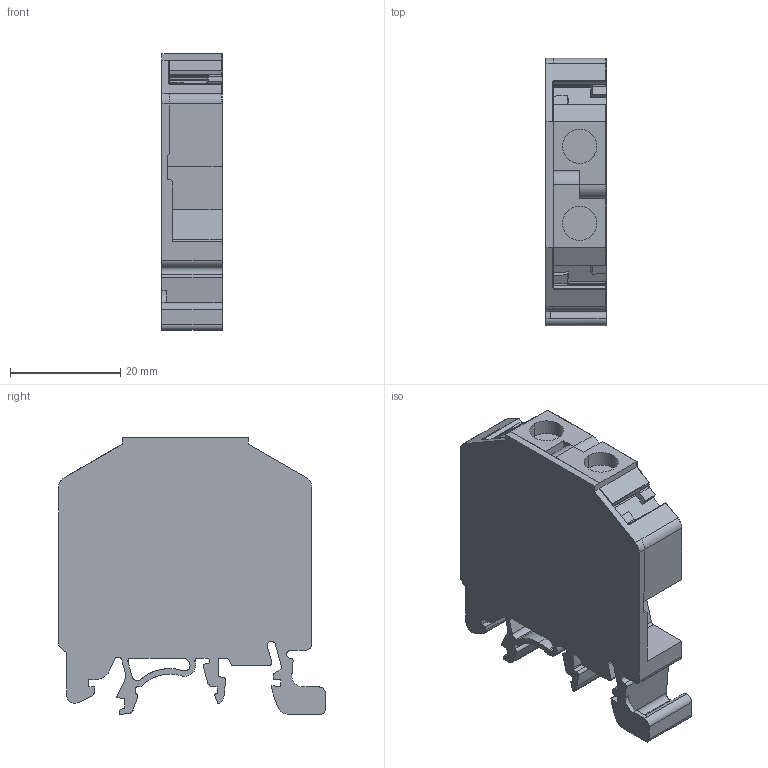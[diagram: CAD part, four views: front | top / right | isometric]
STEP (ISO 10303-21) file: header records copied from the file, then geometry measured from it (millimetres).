
FILE_DESCRIPTION(('CATIA V5 STEP Exchange','CAx-IF Rec.Pracs.--- Model Styling and Organization---1.4--- 2014-01-23'),'2;1');
FILE_NAME ('D1463450_0', '2020-07-22T05:54:34+00:00', ('none'), ('Weidmueller'), 'CATIA Version 5-6 Release 2016 SP3 HF44', 'CATIA V5 STEP AP214', 'none');
FILE_SCHEMA(('AUTOMOTIVE_DESIGN { 1 0 10303 214 1 1 1 1 }'));
Length unit declared in the file: millimetre
Products named in the file (1): 2614950000
Bounding box: 10.95 x 48.5 x 50.3 mm (x, y, z)
Volume: 17261 mm3; surface area: 8320.8 mm2
Topology: 1 solids, 3 shells, 339 faces, 960 edges, 629 vertices
Faces by surface type: plane 184, cylinder 130, extrusion 25
Entity records: 11203 total; most frequent: CARTESIAN_POINT 2703, ORIENTED_EDGE 1920, DIRECTION 1462, EDGE_CURVE 960, VECTOR 687, LINE 662, VERTEX_POINT 629, AXIS2_PLACEMENT_3D 473
